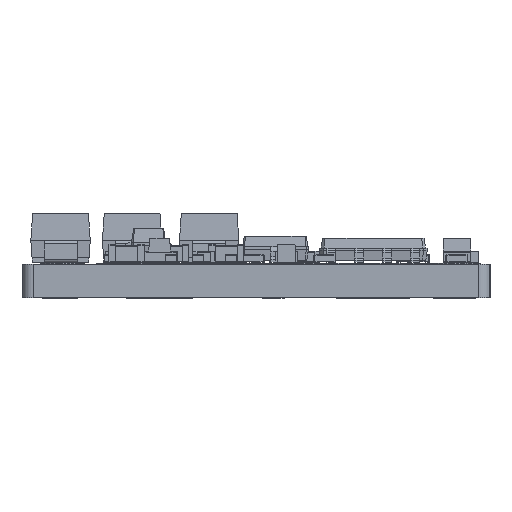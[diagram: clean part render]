
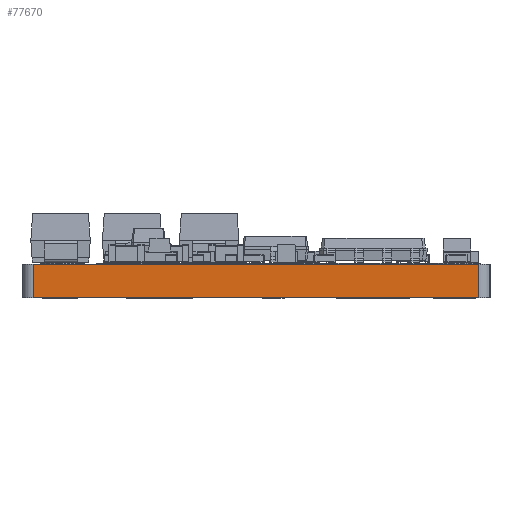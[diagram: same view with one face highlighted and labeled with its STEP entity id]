
A CAD part, front view. The second image highlights one B-rep face of the part: STEP entity #77670.
In plain terms, the highlighted planar face has unit normal (0, -1, 0).
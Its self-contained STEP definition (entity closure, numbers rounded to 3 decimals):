
#76286 = VERTEX_POINT('',#76287);
#76287 = CARTESIAN_POINT('',(-10.125,-26.25,0.));
#76294 = EDGE_CURVE('',#76295,#76286,#76297,.T.);
#76295 = VERTEX_POINT('',#76296);
#76296 = CARTESIAN_POINT('',(10.125,-26.25,0.));
#76297 = LINE('',#76298,#76299);
#76298 = CARTESIAN_POINT('',(10.125,-26.25,0.));
#76299 = VECTOR('',#76300,1.);
#76300 = DIRECTION('',(-1.,0.,0.));
#76939 = VERTEX_POINT('',#76940);
#76940 = CARTESIAN_POINT('',(-10.125,-26.25,1.51));
#76947 = EDGE_CURVE('',#76948,#76939,#76950,.T.);
#76948 = VERTEX_POINT('',#76949);
#76949 = CARTESIAN_POINT('',(10.125,-26.25,1.51));
#76950 = LINE('',#76951,#76952);
#76951 = CARTESIAN_POINT('',(10.125,-26.25,1.51));
#76952 = VECTOR('',#76953,1.);
#76953 = DIRECTION('',(-1.,0.,0.));
#77640 = EDGE_CURVE('',#76286,#76939,#77641,.T.);
#77641 = LINE('',#77642,#77643);
#77642 = CARTESIAN_POINT('',(-10.125,-26.25,0.));
#77643 = VECTOR('',#77644,1.);
#77644 = DIRECTION('',(0.,0.,1.));
#77670 = ADVANCED_FACE('',(#77671),#77682,.T.);
#77671 = FACE_BOUND('',#77672,.T.);
#77672 = EDGE_LOOP('',(#77673,#77679,#77680,#77681));
#77673 = ORIENTED_EDGE('',*,*,#77674,.T.);
#77674 = EDGE_CURVE('',#76295,#76948,#77675,.T.);
#77675 = LINE('',#77676,#77677);
#77676 = CARTESIAN_POINT('',(10.125,-26.25,0.));
#77677 = VECTOR('',#77678,1.);
#77678 = DIRECTION('',(0.,0.,1.));
#77679 = ORIENTED_EDGE('',*,*,#76947,.T.);
#77680 = ORIENTED_EDGE('',*,*,#77640,.F.);
#77681 = ORIENTED_EDGE('',*,*,#76294,.F.);
#77682 = PLANE('',#77683);
#77683 = AXIS2_PLACEMENT_3D('',#77684,#77685,#77686);
#77684 = CARTESIAN_POINT('',(10.125,-26.25,0.));
#77685 = DIRECTION('',(0.,-1.,0.));
#77686 = DIRECTION('',(-1.,0.,0.));
